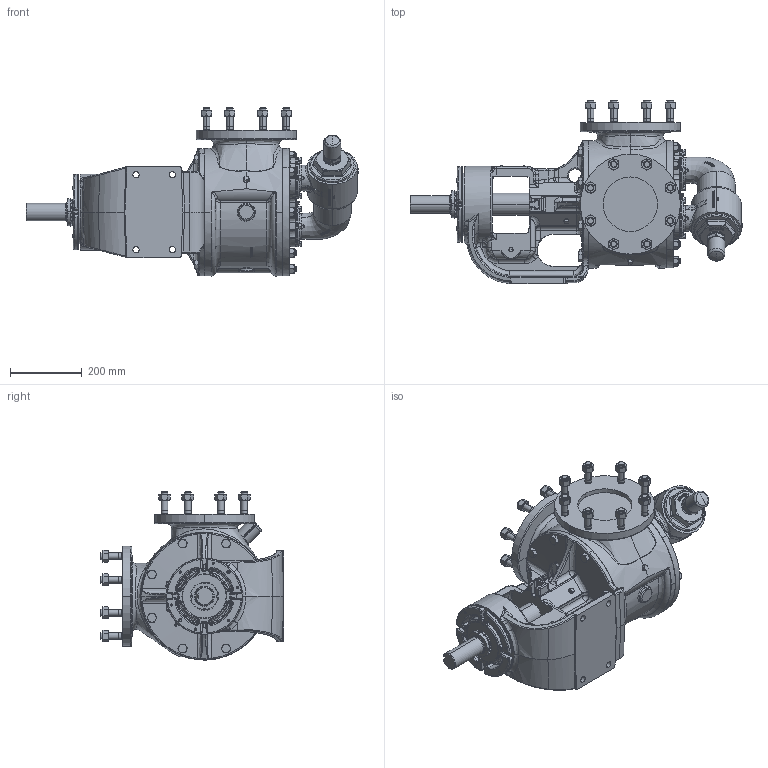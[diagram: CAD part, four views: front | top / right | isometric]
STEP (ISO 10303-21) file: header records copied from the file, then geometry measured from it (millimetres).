
FILE_DESCRIPTION (( 'STEP AP214' ), '1' );
FILE_NAME ('QV-1713.STEP', '2025-09-11T18:01:59', ( '' ), ( '' ), 'SwSTEP 2.0', 'SolidWorks 2024', '' );
FILE_SCHEMA (( 'AUTOMOTIVE_DESIGN' ));
Products named in the file (1): QV-1713
Bounding box: 928.15 x 513.59 x 469.85 mm (x, y, z)
Volume: 41979839.4 mm3; surface area: 1653146.8 mm2
Topology: 1 solids, 1 shells, 4638 faces, 12070 edges, 7640 vertices
Faces by surface type: plane 1574, cylinder 1085, bspline 1049, cone 681, torus 159, sphere 90
Entity records: 251557 total; most frequent: CARTESIAN_POINT 147430, ORIENTED_EDGE 23794, DIRECTION 18831, EDGE_CURVE 11897, VERTEX_POINT 7631, AXIS2_PLACEMENT_3D 7208, EDGE_LOOP 5044, FACE_OUTER_BOUND 4638
